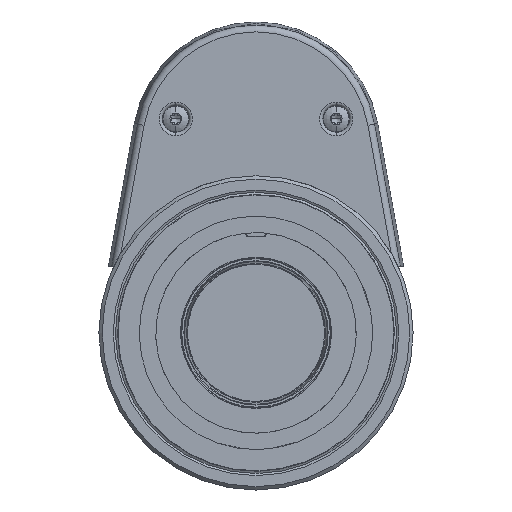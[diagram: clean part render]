
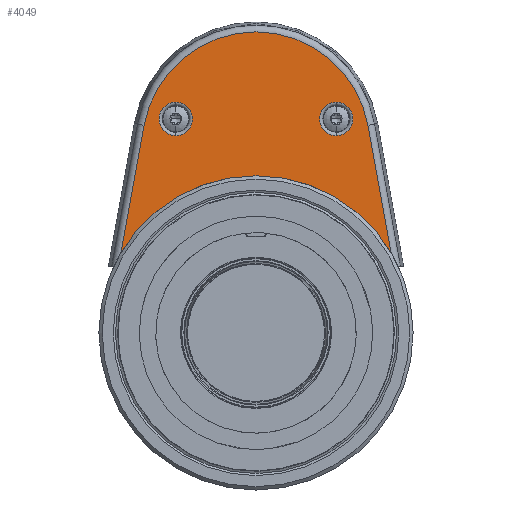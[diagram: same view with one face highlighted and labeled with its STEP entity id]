
A CAD part, front view. The second image highlights one B-rep face of the part: STEP entity #4049.
In plain terms, the highlighted planar face has unit normal (0, -1, 0).
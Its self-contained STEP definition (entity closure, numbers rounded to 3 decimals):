
#2613=PLANE('',#10264);
#2744=FACE_BOUND('',#4995,.T.);
#2745=FACE_BOUND('',#4996,.T.);
#2746=FACE_BOUND('',#4997,.T.);
#3251=LINE('',#15859,#3633);
#3252=LINE('',#15863,#3634);
#3633=VECTOR('',#11711,1.);
#3634=VECTOR('',#11714,1.);
#4049=ADVANCED_FACE('',(#2744,#2745,#2746),#2613,.F.);
#4995=EDGE_LOOP('',(#6373,#6374));
#4996=EDGE_LOOP('',(#6375,#6376));
#4997=EDGE_LOOP('',(#6377,#6378,#6379,#6380));
#6373=ORIENTED_EDGE('',*,*,#8768,.T.);
#6374=ORIENTED_EDGE('',*,*,#8797,.T.);
#6375=ORIENTED_EDGE('',*,*,#8765,.T.);
#6376=ORIENTED_EDGE('',*,*,#8798,.T.);
#6377=ORIENTED_EDGE('',*,*,#8799,.T.);
#6378=ORIENTED_EDGE('',*,*,#8800,.T.);
#6379=ORIENTED_EDGE('',*,*,#8801,.F.);
#6380=ORIENTED_EDGE('',*,*,#8802,.T.);
#7957=VERTEX_POINT('',#15748);
#7958=VERTEX_POINT('',#15750);
#7959=VERTEX_POINT('',#15754);
#7960=VERTEX_POINT('',#15756);
#7976=VERTEX_POINT('',#15857);
#7977=VERTEX_POINT('',#15858);
#7978=VERTEX_POINT('',#15860);
#7979=VERTEX_POINT('',#15862);
#8765=EDGE_CURVE('',#7958,#7957,#9607,.T.);
#8768=EDGE_CURVE('',#7960,#7959,#9610,.T.);
#8797=EDGE_CURVE('',#7959,#7960,#9625,.T.);
#8798=EDGE_CURVE('',#7957,#7958,#9626,.T.);
#8799=EDGE_CURVE('',#7976,#7977,#9627,.T.);
#8800=EDGE_CURVE('',#7977,#7978,#3251,.T.);
#8801=EDGE_CURVE('',#7979,#7978,#9628,.T.);
#8802=EDGE_CURVE('',#7979,#7976,#3252,.T.);
#9607=CIRCLE('',#10229,2.5);
#9610=CIRCLE('',#10233,2.5);
#9625=CIRCLE('',#10260,2.5);
#9626=CIRCLE('',#10261,2.5);
#9627=CIRCLE('',#10262,17.022);
#9628=CIRCLE('',#10263,23.5);
#10229=AXIS2_PLACEMENT_3D('',#15749,#11633,#11634);
#10233=AXIS2_PLACEMENT_3D('',#15755,#11641,#11642);
#10260=AXIS2_PLACEMENT_3D('',#15854,#11705,#11706);
#10261=AXIS2_PLACEMENT_3D('',#15855,#11707,#11708);
#10262=AXIS2_PLACEMENT_3D('',#15856,#11709,#11710);
#10263=AXIS2_PLACEMENT_3D('',#15861,#11712,#11713);
#10264=AXIS2_PLACEMENT_3D('',#15864,#11715,#11716);
#11633=DIRECTION('',(0.,1.,0.));
#11634=DIRECTION('',(0.,0.,-1.));
#11641=DIRECTION('',(0.,1.,0.));
#11642=DIRECTION('',(0.,0.,-1.));
#11705=DIRECTION('',(0.,1.,0.));
#11706=DIRECTION('',(0.,0.,-1.));
#11707=DIRECTION('',(0.,1.,0.));
#11708=DIRECTION('',(0.,0.,-1.));
#11709=DIRECTION('',(0.,-1.,0.));
#11710=DIRECTION('',(0.,0.,-1.));
#11711=DIRECTION('',(-0.179,0.,-0.984));
#11712=DIRECTION('',(0.,-1.,0.));
#11713=DIRECTION('',(0.,0.,-1.));
#11714=DIRECTION('',(-0.179,0.,0.984));
#11715=DIRECTION('',(0.,1.,0.));
#11716=DIRECTION('',(0.,0.,-1.));
#15748=CARTESIAN_POINT('',(-12.,0.4,34.5));
#15749=CARTESIAN_POINT('',(-12.,0.4,32.));
#15750=CARTESIAN_POINT('',(-12.,0.4,29.5));
#15754=CARTESIAN_POINT('',(12.,0.4,34.5));
#15755=CARTESIAN_POINT('',(12.,0.4,32.));
#15756=CARTESIAN_POINT('',(12.,0.4,29.5));
#15854=CARTESIAN_POINT('',(12.,0.4,32.));
#15855=CARTESIAN_POINT('',(-12.,0.4,32.));
#15856=CARTESIAN_POINT('',(0.,0.4,28.));
#15857=CARTESIAN_POINT('',(16.748,0.4,31.04));
#15858=CARTESIAN_POINT('',(-16.748,0.4,31.04));
#15859=CARTESIAN_POINT('',(-16.748,0.4,31.04));
#15860=CARTESIAN_POINT('',(-20.203,0.4,12.004));
#15861=CARTESIAN_POINT('',(0.,0.4,0.));
#15862=CARTESIAN_POINT('',(20.203,0.4,12.004));
#15863=CARTESIAN_POINT('',(16.748,0.4,31.04));
#15864=CARTESIAN_POINT('',(0.,0.4,28.));
